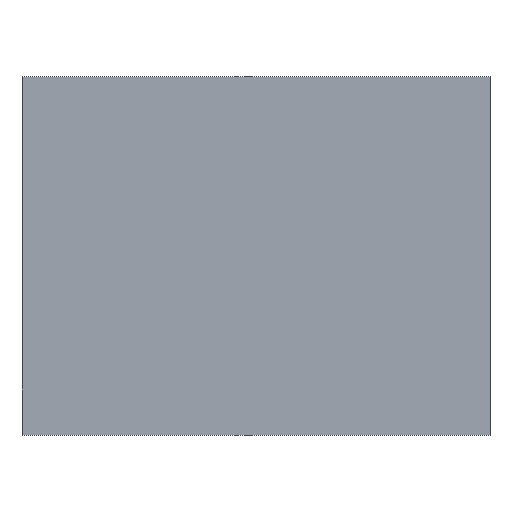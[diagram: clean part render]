
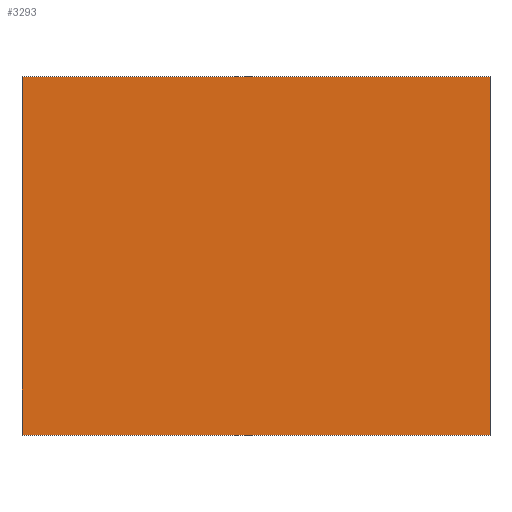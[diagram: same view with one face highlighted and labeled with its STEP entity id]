
A CAD part, top view. The second image highlights one B-rep face of the part: STEP entity #3293.
In plain terms, the highlighted planar face has unit normal (0, 0, 1).
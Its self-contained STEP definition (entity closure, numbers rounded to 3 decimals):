
#3184 = VERTEX_POINT('',#3185);
#3185 = CARTESIAN_POINT('',(1.175,0.9,1.));
#3191 = EDGE_CURVE('',#3192,#3184,#3194,.T.);
#3192 = VERTEX_POINT('',#3193);
#3193 = CARTESIAN_POINT('',(1.175,-0.9,1.));
#3194 = LINE('',#3195,#3196);
#3195 = CARTESIAN_POINT('',(1.175,-0.9,1.));
#3196 = VECTOR('',#3197,1.);
#3197 = DIRECTION('',(0.,1.,0.));
#3222 = EDGE_CURVE('',#3223,#3192,#3225,.T.);
#3223 = VERTEX_POINT('',#3224);
#3224 = CARTESIAN_POINT('',(-1.175,-0.9,1.));
#3225 = LINE('',#3226,#3227);
#3226 = CARTESIAN_POINT('',(-1.175,-0.9,1.));
#3227 = VECTOR('',#3228,1.);
#3228 = DIRECTION('',(1.,0.,0.));
#3253 = EDGE_CURVE('',#3254,#3223,#3256,.T.);
#3254 = VERTEX_POINT('',#3255);
#3255 = CARTESIAN_POINT('',(-1.175,0.9,1.));
#3256 = LINE('',#3257,#3258);
#3257 = CARTESIAN_POINT('',(-1.175,0.9,1.));
#3258 = VECTOR('',#3259,1.);
#3259 = DIRECTION('',(0.,-1.,0.));
#3282 = EDGE_CURVE('',#3184,#3254,#3283,.T.);
#3283 = LINE('',#3284,#3285);
#3284 = CARTESIAN_POINT('',(1.175,0.9,1.));
#3285 = VECTOR('',#3286,1.);
#3286 = DIRECTION('',(-1.,0.,0.));
#3293 = ADVANCED_FACE('',(#3294),#3300,.T.);
#3294 = FACE_BOUND('',#3295,.T.);
#3295 = EDGE_LOOP('',(#3296,#3297,#3298,#3299));
#3296 = ORIENTED_EDGE('',*,*,#3282,.T.);
#3297 = ORIENTED_EDGE('',*,*,#3253,.T.);
#3298 = ORIENTED_EDGE('',*,*,#3222,.T.);
#3299 = ORIENTED_EDGE('',*,*,#3191,.T.);
#3300 = PLANE('',#3301);
#3301 = AXIS2_PLACEMENT_3D('',#3302,#3303,#3304);
#3302 = CARTESIAN_POINT('',(0.,0.,1.));
#3303 = DIRECTION('',(0.,0.,1.));
#3304 = DIRECTION('',(1.,0.,0.));
